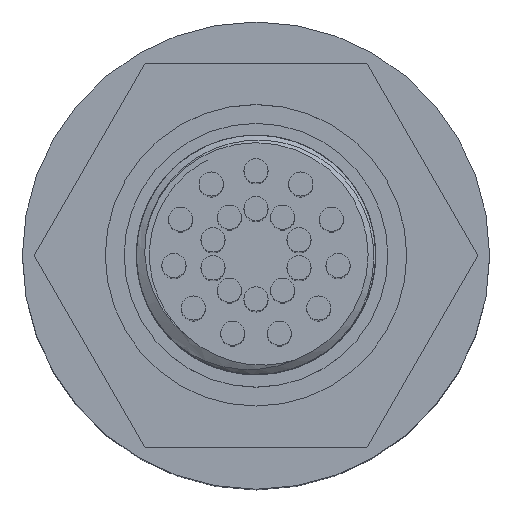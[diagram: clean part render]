
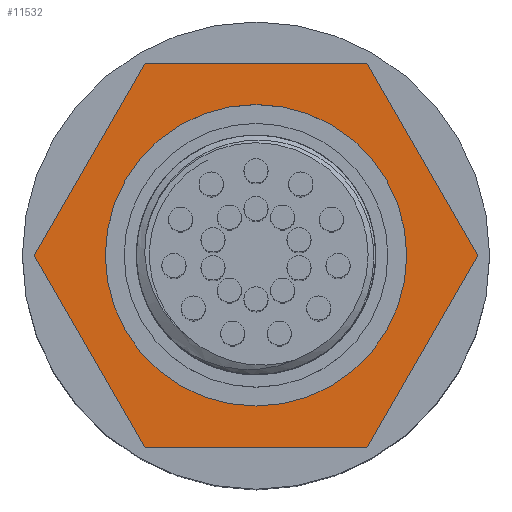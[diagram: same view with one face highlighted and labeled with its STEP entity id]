
A CAD part, top view. The second image highlights one B-rep face of the part: STEP entity #11532.
In plain terms, the highlighted planar face has unit normal (0, 0, 1).
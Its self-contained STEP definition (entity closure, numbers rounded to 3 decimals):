
#134=FACE_BOUND($,#2446,.T.);
#235=CIRCLE($,#11995,10.);
#1685=FACE_OUTER_BOUND($,#2445,.T.);
#2445=EDGE_LOOP($,(#10374,#10375,#10376,#10377,#10378,#10379));
#2446=EDGE_LOOP($,(#10380));
#3503=LINE($,#23821,#4497);
#3504=LINE($,#23823,#4498);
#3505=LINE($,#23825,#4499);
#3506=LINE($,#23827,#4500);
#3507=LINE($,#23829,#4501);
#3508=LINE($,#23830,#4502);
#4497=VECTOR($,#13870,14.722);
#4498=VECTOR($,#13871,14.722);
#4499=VECTOR($,#13872,14.722);
#4500=VECTOR($,#13873,14.722);
#4501=VECTOR($,#13874,14.722);
#4502=VECTOR($,#13875,14.722);
#5589=VERTEX_POINT($,#23815);
#5590=VERTEX_POINT($,#23819);
#5591=VERTEX_POINT($,#23820);
#5592=VERTEX_POINT($,#23822);
#5593=VERTEX_POINT($,#23824);
#5594=VERTEX_POINT($,#23826);
#5595=VERTEX_POINT($,#23828);
#7203=EDGE_CURVE($,#5589,#5589,#235,.T.);
#7204=EDGE_CURVE($,#5590,#5591,#3503,.T.);
#7205=EDGE_CURVE($,#5592,#5590,#3504,.T.);
#7206=EDGE_CURVE($,#5593,#5592,#3505,.T.);
#7207=EDGE_CURVE($,#5594,#5593,#3506,.T.);
#7208=EDGE_CURVE($,#5595,#5594,#3507,.T.);
#7209=EDGE_CURVE($,#5591,#5595,#3508,.T.);
#10374=ORIENTED_EDGE($,*,*,#7204,.F.);
#10375=ORIENTED_EDGE($,*,*,#7205,.F.);
#10376=ORIENTED_EDGE($,*,*,#7206,.F.);
#10377=ORIENTED_EDGE($,*,*,#7207,.F.);
#10378=ORIENTED_EDGE($,*,*,#7208,.F.);
#10379=ORIENTED_EDGE($,*,*,#7209,.F.);
#10380=ORIENTED_EDGE($,*,*,#7203,.T.);
#10793=PLANE($,#11997);
#11532=ADVANCED_FACE($,(#1685,#134),#10793,.T.);
#11995=AXIS2_PLACEMENT_3D($,#23816,#13864,#13865);
#11997=AXIS2_PLACEMENT_3D($,#23818,#13868,#13869);
#13864=DIRECTION('center_axis',(0.,0.,
-1.));
#13865=DIRECTION('ref_axis',(-1.,0.,0.));
#13868=DIRECTION('center_axis',(0.,0.,
1.));
#13869=DIRECTION('ref_axis',(1.,0.,0.));
#13870=DIRECTION($,(1.,0.,0.));
#13871=DIRECTION($,(0.5,0.866,0.));
#13872=DIRECTION($,(-0.5,0.866,0.));
#13873=DIRECTION($,(-1.,0.,0.));
#13874=DIRECTION($,(-0.5,-0.866,0.));
#13875=DIRECTION($,(0.5,-0.866,0.));
#23815=CARTESIAN_POINT('',(10.,0.,41.));
#23816=CARTESIAN_POINT('Origin',(0.,0.,
41.));
#23818=CARTESIAN_POINT('Origin',(0.,0.,
41.));
#23819=CARTESIAN_POINT('',(-7.361,12.75,41.));
#23820=CARTESIAN_POINT('',(7.361,12.75,41.));
#23821=CARTESIAN_POINT($,(-7.361,12.75,41.));
#23822=CARTESIAN_POINT('',(-14.722,0.,41.));
#23823=CARTESIAN_POINT($,(-14.722,0.,41.));
#23824=CARTESIAN_POINT('',(-7.361,-12.75,41.));
#23825=CARTESIAN_POINT($,(-7.361,-12.75,41.));
#23826=CARTESIAN_POINT('',(7.361,-12.75,41.));
#23827=CARTESIAN_POINT($,(7.361,-12.75,41.));
#23828=CARTESIAN_POINT('',(14.722,0.,41.));
#23829=CARTESIAN_POINT($,(14.722,0.,41.));
#23830=CARTESIAN_POINT($,(7.361,12.75,41.));
